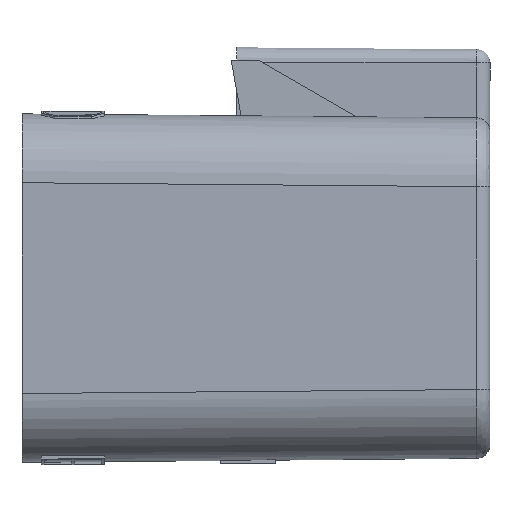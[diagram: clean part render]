
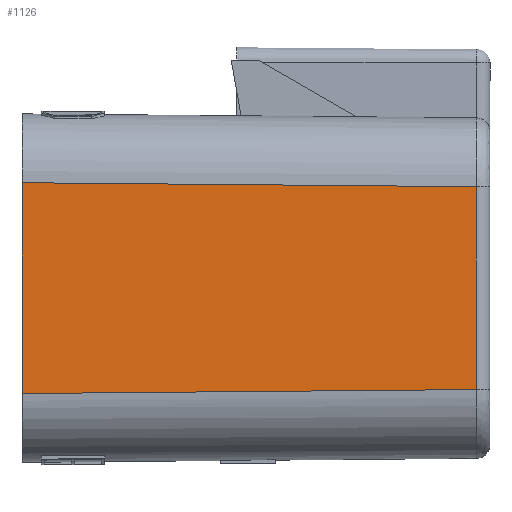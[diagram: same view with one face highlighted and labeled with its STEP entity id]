
A CAD part, left-side view. The second image highlights one B-rep face of the part: STEP entity #1126.
In plain terms, the highlighted planar face has unit normal (-1, -0.009, 0).
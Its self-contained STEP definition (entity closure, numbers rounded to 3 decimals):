
#1126=ADVANCED_FACE('',(#1787),#1467,.T.);
#1467=PLANE('',#7676);
#1787=FACE_OUTER_BOUND('',#2156,.T.);
#2156=EDGE_LOOP('',(#3039,#3040,#3041,#3042));
#3039=ORIENTED_EDGE('',*,*,#5208,.T.);
#3040=ORIENTED_EDGE('',*,*,#5421,.T.);
#3041=ORIENTED_EDGE('',*,*,#5422,.T.);
#3042=ORIENTED_EDGE('',*,*,#4992,.F.);
#4372=VERTEX_POINT('',#9784);
#4373=VERTEX_POINT('',#9786);
#4576=VERTEX_POINT('',#10238);
#4729=VERTEX_POINT('',#10709);
#4992=EDGE_CURVE('',#4372,#4373,#5937,.T.);
#5208=EDGE_CURVE('',#4372,#4576,#6126,.T.);
#5421=EDGE_CURVE('',#4576,#4729,#6288,.T.);
#5422=EDGE_CURVE('',#4729,#4373,#6289,.T.);
#5937=LINE('',#9785,#6762);
#6126=LINE('',#10239,#6951);
#6288=LINE('',#10708,#7115);
#6289=LINE('',#10710,#7116);
#6762=VECTOR('',#8050,1.);
#6951=VECTOR('',#8289,1.);
#7115=VECTOR('',#8623,1.);
#7116=VECTOR('',#8624,1.);
#7676=AXIS2_PLACEMENT_3D('',#10711,#8625,#8626);
#8050=DIRECTION('',(0.,0.,1.));
#8289=DIRECTION('',(0.009,-1.,0.009));
#8623=DIRECTION('',(0.,0.,1.));
#8624=DIRECTION('',(-0.009,1.,0.009));
#8625=DIRECTION('',(-1.,-0.009,0.));
#8626=DIRECTION('',(-0.009,1.,0.));
#9784=CARTESIAN_POINT('',(-0.148,17.,2.632));
#9785=CARTESIAN_POINT('',(-0.148,17.,0.26));
#9786=CARTESIAN_POINT('',(-0.148,17.,10.288));
#10238=CARTESIAN_POINT('',(-0.004,0.496,2.776));
#10239=CARTESIAN_POINT('',(0.,0.022,2.78));
#10708=CARTESIAN_POINT('',(-0.004,0.496,0.26));
#10709=CARTESIAN_POINT('',(-0.004,0.496,10.144));
#10710=CARTESIAN_POINT('',(0.001,-0.086,10.139));
#10711=CARTESIAN_POINT('',(0.,0.,0.26));
